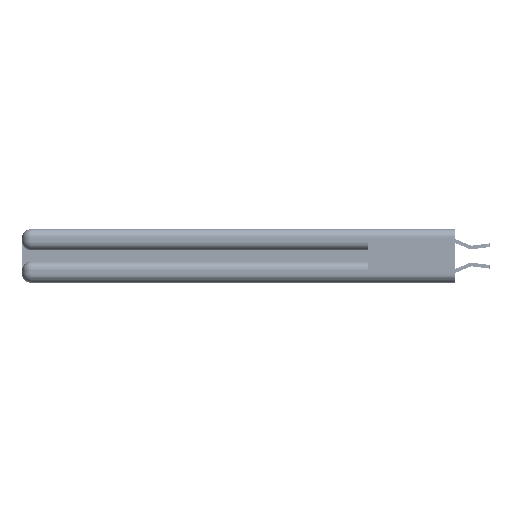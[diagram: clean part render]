
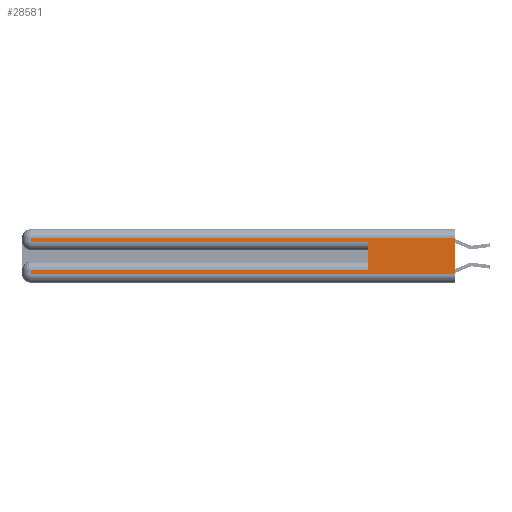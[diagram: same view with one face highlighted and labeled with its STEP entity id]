
A CAD part, left-side view. The second image highlights one B-rep face of the part: STEP entity #28581.
In plain terms, the highlighted planar face has unit normal (-1, 0, 0).
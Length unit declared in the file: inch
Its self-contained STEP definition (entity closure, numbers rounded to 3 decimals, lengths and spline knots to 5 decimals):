
#402 = VERTEX_POINT ( 'NONE', #14732 ) ;
#799 = LINE ( 'NONE', #5804, #22238 ) ;
#1767 = VERTEX_POINT ( 'NONE', #21868 ) ;
#1911 = EDGE_CURVE ( 'NONE', #1767, #11849, #33918, .T. ) ;
#1996 = EDGE_CURVE ( 'NONE', #14964, #402, #2603, .T. ) ;
#2184 = CARTESIAN_POINT ( 'NONE',  ( 0., 0., 0.06 ) ) ;
#2603 = LINE ( 'NONE', #25513, #29189 ) ;
#3595 = DIRECTION ( 'NONE',  ( 0., 1., 0. ) ) ;
#3808 = DIRECTION ( 'NONE',  ( 0., 0., -1. ) ) ;
#4061 = DIRECTION ( 'NONE',  ( 1., 0., 0. ) ) ;
#4909 = ORIENTED_EDGE ( 'NONE', *, *, #1911, .F. ) ;
#5392 = LINE ( 'NONE', #15632, #7611 ) ;
#5804 = CARTESIAN_POINT ( 'NONE',  ( 0., 0., 0.085 ) ) ;
#6137 = ORIENTED_EDGE ( 'NONE', *, *, #20190, .F. ) ;
#6706 = CARTESIAN_POINT ( 'NONE',  ( 0., 2.94, 0.37 ) ) ;
#7059 = DIRECTION ( 'NONE',  ( 0., 0., -1. ) ) ;
#7611 = VECTOR ( 'NONE', #15397, 39.37008 ) ;
#8233 = FACE_OUTER_BOUND ( 'NONE', #11798, .T. ) ;
#8595 = ORIENTED_EDGE ( 'NONE', *, *, #35461, .T. ) ;
#9365 = CARTESIAN_POINT ( 'NONE',  ( 0., 2.94, 0.06 ) ) ;
#10496 = VECTOR ( 'NONE', #18878, 39.37008 ) ;
#10805 = VERTEX_POINT ( 'NONE', #33577 ) ;
#11146 = EDGE_CURVE ( 'NONE', #32108, #29818, #32905, .T. ) ;
#11600 = AXIS2_PLACEMENT_3D ( 'NONE', #14938, #4061, #3808 ) ;
#11620 = VECTOR ( 'NONE', #27626, 39.37008 ) ;
#11798 = EDGE_LOOP ( 'NONE', ( #4909, #15828, #8595, #19957, #6137, #15763, #20761, #25793 ) ) ;
#11849 = VERTEX_POINT ( 'NONE', #2184 ) ;
#13960 = VECTOR ( 'NONE', #25785, 39.37008 ) ;
#14231 = CARTESIAN_POINT ( 'NONE',  ( 0., 2.94, 0.285 ) ) ;
#14232 = EDGE_CURVE ( 'NONE', #29818, #11849, #21854, .T. ) ;
#14732 = CARTESIAN_POINT ( 'NONE',  ( 0., 0.6, 0.285 ) ) ;
#14938 = CARTESIAN_POINT ( 'NONE',  ( 0., 0., 0.37 ) ) ;
#14964 = VERTEX_POINT ( 'NONE', #14231 ) ;
#15397 = DIRECTION ( 'NONE',  ( 0., 1., 0. ) ) ;
#15632 = CARTESIAN_POINT ( 'NONE',  ( 0., 0., 0.31 ) ) ;
#15763 = ORIENTED_EDGE ( 'NONE', *, *, #26897, .T. ) ;
#15828 = ORIENTED_EDGE ( 'NONE', *, *, #24531, .T. ) ;
#16183 = VECTOR ( 'NONE', #21523, 39.37008 ) ;
#18878 = DIRECTION ( 'NONE',  ( 0., -1., 0. ) ) ;
#19919 = LINE ( 'NONE', #35010, #33721 ) ;
#19957 = ORIENTED_EDGE ( 'NONE', *, *, #1996, .T. ) ;
#20190 = EDGE_CURVE ( 'NONE', #10805, #402, #23526, .T. ) ;
#20314 = CARTESIAN_POINT ( 'NONE',  ( 0., 2.94, 0.31 ) ) ;
#20761 = ORIENTED_EDGE ( 'NONE', *, *, #11146, .T. ) ;
#21523 = DIRECTION ( 'NONE',  ( 0., 0., 1. ) ) ;
#21854 = LINE ( 'NONE', #29836, #10496 ) ;
#21868 = CARTESIAN_POINT ( 'NONE',  ( 0., 0., 0.31 ) ) ;
#22238 = VECTOR ( 'NONE', #3595, 39.37008 ) ;
#23526 = LINE ( 'NONE', #31668, #16183 ) ;
#24531 = EDGE_CURVE ( 'NONE', #1767, #34942, #5392, .T. ) ;
#24862 = CARTESIAN_POINT ( 'NONE',  ( 0., 2.94, 0.085 ) ) ;
#25513 = CARTESIAN_POINT ( 'NONE',  ( 0., 0., 0.285 ) ) ;
#25655 = CARTESIAN_POINT ( 'NONE',  ( 0., 0., 0.37 ) ) ;
#25785 = DIRECTION ( 'NONE',  ( 0., 0., -1. ) ) ;
#25793 = ORIENTED_EDGE ( 'NONE', *, *, #14232, .T. ) ;
#26897 = EDGE_CURVE ( 'NONE', #10805, #32108, #799, .T. ) ;
#27626 = DIRECTION ( 'NONE',  ( 0., 0., -1. ) ) ;
#28444 = DIRECTION ( 'NONE',  ( 0., -1., 0. ) ) ;
#28581 = ADVANCED_FACE ( 'NONE', ( #8233 ), #29145, .F. ) ;
#29145 = PLANE ( 'NONE',  #11600 ) ;
#29189 = VECTOR ( 'NONE', #28444, 39.37008 ) ;
#29818 = VERTEX_POINT ( 'NONE', #9365 ) ;
#29836 = CARTESIAN_POINT ( 'NONE',  ( 0., 0., 0.06 ) ) ;
#31668 = CARTESIAN_POINT ( 'NONE',  ( 0., 0.6, 0.145 ) ) ;
#32108 = VERTEX_POINT ( 'NONE', #24862 ) ;
#32905 = LINE ( 'NONE', #6706, #11620 ) ;
#33577 = CARTESIAN_POINT ( 'NONE',  ( 0., 0.6, 0.085 ) ) ;
#33721 = VECTOR ( 'NONE', #7059, 39.37008 ) ;
#33918 = LINE ( 'NONE', #25655, #13960 ) ;
#34942 = VERTEX_POINT ( 'NONE', #20314 ) ;
#35010 = CARTESIAN_POINT ( 'NONE',  ( 0., 2.94, 0.37 ) ) ;
#35461 = EDGE_CURVE ( 'NONE', #34942, #14964, #19919, .T. ) ;
